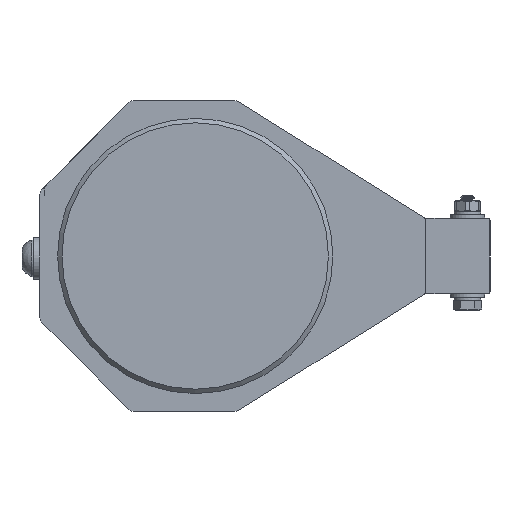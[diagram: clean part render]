
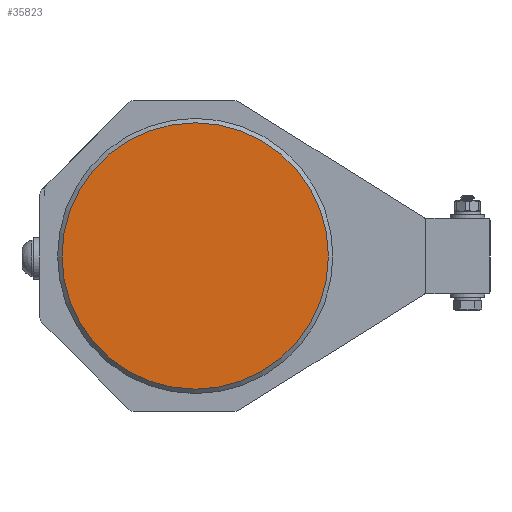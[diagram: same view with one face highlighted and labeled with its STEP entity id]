
A CAD part, left-side view. The second image highlights one B-rep face of the part: STEP entity #35823.
In plain terms, the highlighted planar face has unit normal (-1, 0, 0).
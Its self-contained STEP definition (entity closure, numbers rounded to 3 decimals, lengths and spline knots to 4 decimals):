
#5479=CIRCLE('',#40034,1.5);
#7916=FACE_OUTER_BOUND('',#10790,.T.);
#10790=EDGE_LOOP('',(#31570));
#17046=VERTEX_POINT('',#216725);
#22022=EDGE_CURVE('',#17046,#17046,#5479,.T.);
#31570=ORIENTED_EDGE('',*,*,#22022,.T.);
#33513=PLANE('',#40033);
#35823=ADVANCED_FACE('',(#7916),#33513,.T.);
#40033=AXIS2_PLACEMENT_3D('',#216724,#49628,#49629);
#40034=AXIS2_PLACEMENT_3D('',#216726,#49630,#49631);
#49628=DIRECTION('center_axis',(-1.,0.,0.));
#49629=DIRECTION('ref_axis',(0.,0.,1.));
#49630=DIRECTION('center_axis',(-1.,0.,0.));
#49631=DIRECTION('ref_axis',(0.,-1.,0.));
#216724=CARTESIAN_POINT('Origin',(-15.5587,0.7659,-1.4838));
#216725=CARTESIAN_POINT('',(-15.5587,2.2659,-1.4838));
#216726=CARTESIAN_POINT('Origin',(-15.5587,0.7659,-1.4838));
